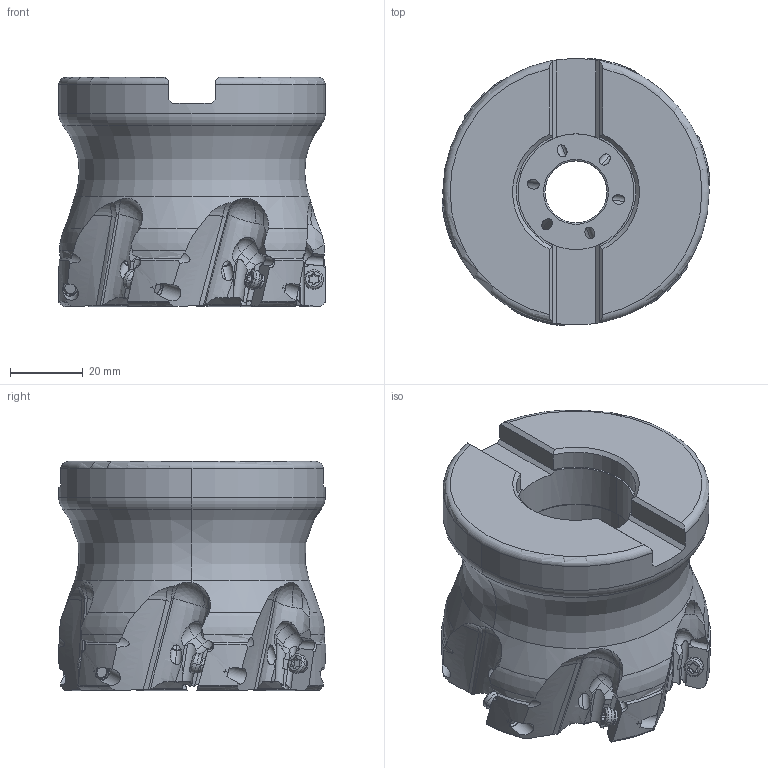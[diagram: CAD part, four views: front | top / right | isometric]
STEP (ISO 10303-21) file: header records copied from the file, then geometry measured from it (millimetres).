
FILE_DESCRIPTION(/* description */ (''),/* implementation_level */ '2;1');
FILE_NAME(/* name */ 'APX4000UR0306DB.stp',/* time_stamp */ '2021-09-08T11:43:25+09:00',/* author */ (''),/* organization */ (''),/* preprocessor_version */ 'ST-DEVELOPER v16',/* originating_system */ 'SIEMENS PLM Software NX 10.0',/* authorisation */ '');
FILE_SCHEMA (('AUTOMOTIVE_DESIGN { 1 0 10303 214 3 1 1 1 }'));
Length unit declared in the file: millimetre
Products named in the file (1): APX4000UR0306DB_ASM
Bounding box: 73.21 x 73.44 x 62.81 mm (x, y, z)
Volume: 167207.2 mm3; surface area: 30617.6 mm2
Topology: 7 solids, 7 shells, 567 faces, 1724 edges, 1163 vertices
Faces by surface type: cylinder 246, plane 123, cone 82, torus 50, sphere 42, bspline 24
Entity records: 30038 total; most frequent: CARTESIAN_POINT 14902, ORIENTED_EDGE 3400, DIRECTION 2950, EDGE_CURVE 1700, AXIS2_PLACEMENT_3D 1303, VERTEX_POINT 1154, CIRCLE 662, B_SPLINE_CURVE_WITH_KNOTS 628
